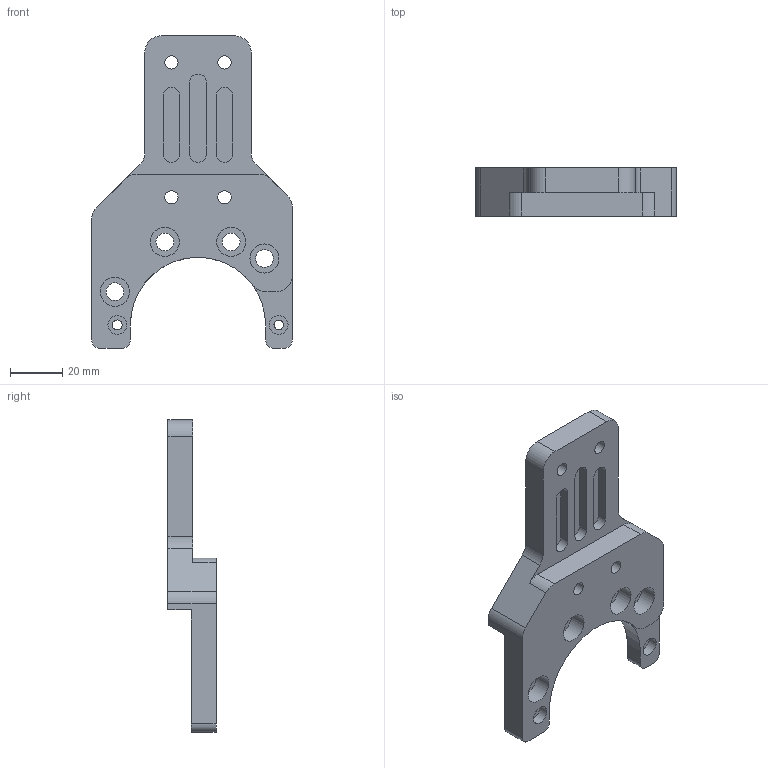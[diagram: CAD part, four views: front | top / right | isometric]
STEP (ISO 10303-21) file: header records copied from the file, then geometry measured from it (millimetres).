
FILE_DESCRIPTION(/* description */ ('STEP AP242','CAx-IF Rec.Pracs.---Representation and Presentation of Product Manufacturing Information (PMI)---4.0---2014-10-13','CAx-IF Rec.Pracs.---3D Tessellated Geometry---0.4---2014-09-14','2;1'),/* implementation_level */ '2;1');
FILE_NAME(/* name */ '617183bac4781426239e5718',/* time_stamp */ '2021-10-21T15:14:02+00:00',/* author */ (''),/* organization */ (''),/* preprocessor_version */ 'ST-DEVELOPER v18.1',/* originating_system */ ' ',/* authorisation */ ' ');
FILE_SCHEMA (('AP242_MANAGED_MODEL_BASED_3D_ENGINEERING_MIM_LF { 1 0 10303 442 1 1 4 }'));
Length unit declared in the file: metre
Products named in the file (1): Top CW Stage
Bounding box: 76.71 x 18.41 x 119.41 mm (x, y, z)
Volume: 57994.2 mm3; surface area: 19226.5 mm2
Topology: 1 solids, 1 shells, 75 faces, 200 edges, 136 vertices
Faces by surface type: cylinder 39, plane 34, cone 2
Full cylindrical faces by diameter (mm): 3.175 x2, 3.658 x1, 3.797 x1, 5.105 x4, 6.756 x4, 7.144 x2, 11.113 x4
Entity records: 2239 total; most frequent: DIRECTION 399, CARTESIAN_POINT 370, ORIENTED_EDGE 336, EDGE_CURVE 168, AXIS2_PLACEMENT_3D 155, VERTEX_POINT 126, FACE_BOUND 126, EDGE_LOOP 124
